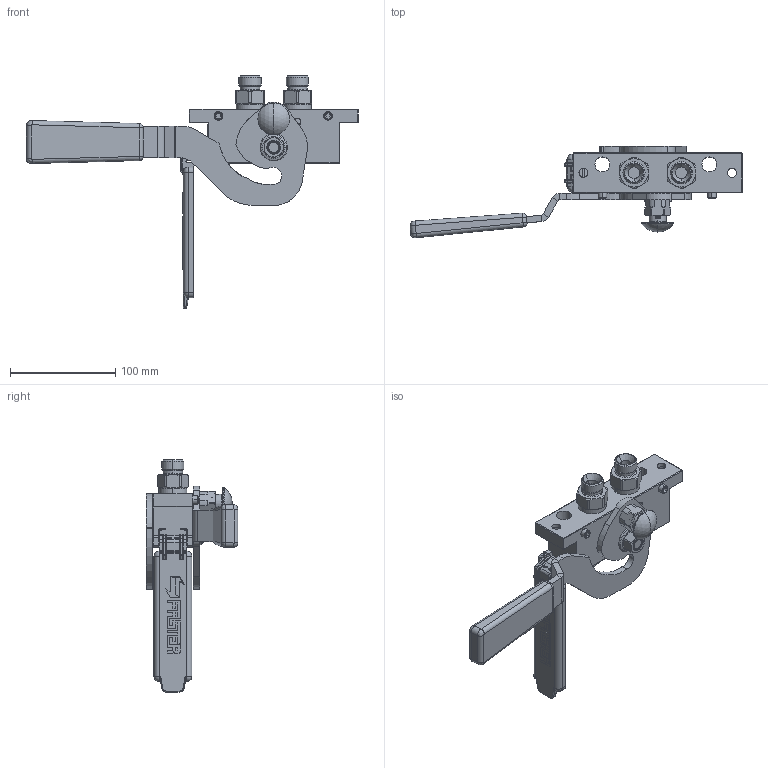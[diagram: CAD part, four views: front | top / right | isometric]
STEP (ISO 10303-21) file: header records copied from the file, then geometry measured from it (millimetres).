
FILE_DESCRIPTION (( 'STEP AP214' ), '1' );
FILE_NAME ('FASTER.step', '2024-12-21T04:32:09', ( '' ), ( '' ), 'SwSTEP 2.0', 'SolidWorks 2017', '' );
FILE_SCHEMA (( 'AUTOMOTIVE_DESIGN' ));
Length unit declared in the file: millimetre
Products named in the file (31): or1_5x7_m; 4132_014_0000_000; 4850_030_1000_000; 4830_022_0000_011; 1540_080_0012_000; CURS_MOLLA_38; 4860_024_0001_000_ASM; 4860_024_0000_012; 4830_001_0005_300; 4860_024_0001_021; 2ffnb3816_12gf; 4860_024_0001_010_inv; A_2ffnb3816_12gf; 4830_025_0000_001; PB06_F_DX_BASE; sicura_p5; 4830_025_2000_000; 4132_072_0000_300; 4860_001_0001_000; 4830_070_0000_001; 4860_001_0003_000; 4860_020_0001_002; 4830_025_1000_000; 4860_020_0001_003; 4830_001_0005_301; gr_m8x12_cl.; FASTER; 0048_042_0412_000; 4860_024_0001_010; 4860_024_0001_020
Assembly tree (33 placements, depth 4):
  FASTER
    PB06_F_DX_BASE
      4860_020_0001_003
        4860_020_0001_002
        gr_m8x12_cl.  x2
      4860_001_0003_000
      4860_001_0001_000
      4830_025_1000_000
      4830_022_0000_011
      4830_070_0000_001
      4830_001_0005_300
      4830_001_0005_301
      4850_030_1000_000  x2
    A_2ffnb3816_12gf  x2
      CURS_MOLLA_38
        4132_072_0000_300
        4132_014_0000_000
      2ffnb3816_12gf
        2ffnb3816_12gf
    4860_024_0001_010_inv
      4860_024_0001_000_ASM
        4860_024_0001_020
        4860_024_0001_021
      sicura_p5
        4830_025_0000_001
        or1_5x7_m
        0048_042_0412_000
      4860_024_0001_010
      1540_080_0012_000
      4830_025_2000_000
      4860_024_0000_012
Bounding box: 315.13 x 87.06 x 220.6 mm (x, y, z)
Volume: 113790.5 mm3; surface area: 170239.3 mm2
Topology: 19 solids, 55 shells, 2400 faces, 6185 edges, 3888 vertices
Faces by surface type: plane 1201, cylinder 561, bspline 238, cone 227, torus 142, sphere 31
Entity records: 95390 total; most frequent: CARTESIAN_POINT 42320, ORIENTED_EDGE 10636, DIRECTION 9727, EDGE_CURVE 5418, VERTEX_POINT 3413, LINE 3383, VECTOR 3383, AXIS2_PLACEMENT_3D 3172
